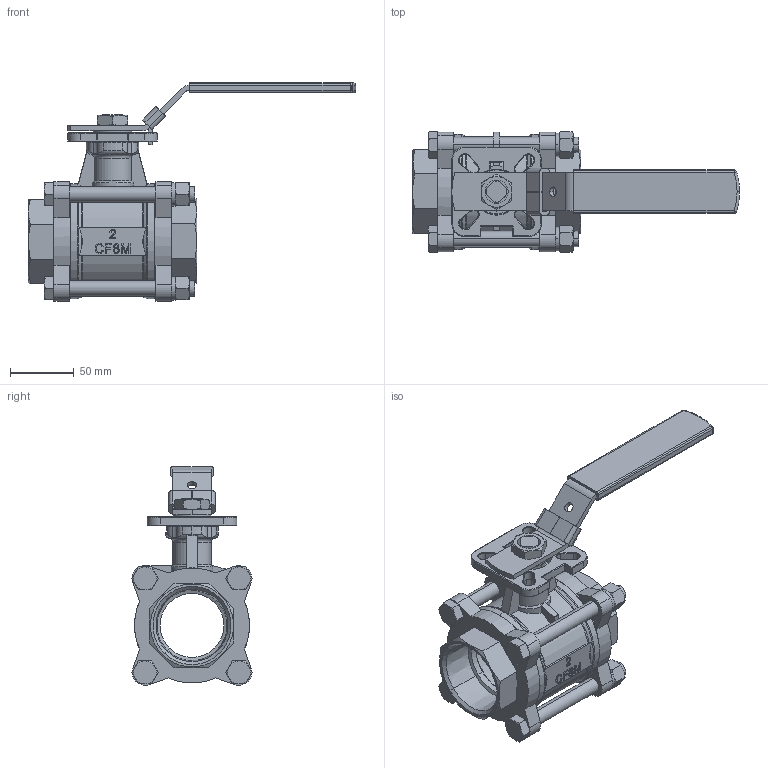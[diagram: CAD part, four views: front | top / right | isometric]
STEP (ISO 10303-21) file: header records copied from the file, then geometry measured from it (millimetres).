
FILE_DESCRIPTION(('STEP AP214'),'1');
FILE_NAME(' 2.stp','2023-04-19T09:03:48',(' '),(' '),'Spatial InterOp 3D',' ',' ');
FILE_SCHEMA(('AUTOMOTIVE_DESIGN { 1 0 10303 214 1 1 1 1 }'));
Length unit declared in the file: millimetre
Products named in the file (1): 阀体
Bounding box: 255.9 x 94.32 x 170.87 mm (x, y, z)
Volume: 434770.3 mm3; surface area: 194074.6 mm2
Topology: 30 solids, 30 shells, 1108 faces, 2788 edges, 1755 vertices
Faces by surface type: plane 541, cylinder 268, cone 230, torus 63, sphere 6
Entity records: 43205 total; most frequent: CARTESIAN_POINT 7733, DIRECTION 5638, ORIENTED_EDGE 5564, EDGE_CURVE 2782, AXIS2_PLACEMENT_3D 2049, VERTEX_POINT 1755, LINE 1540, VECTOR 1540
